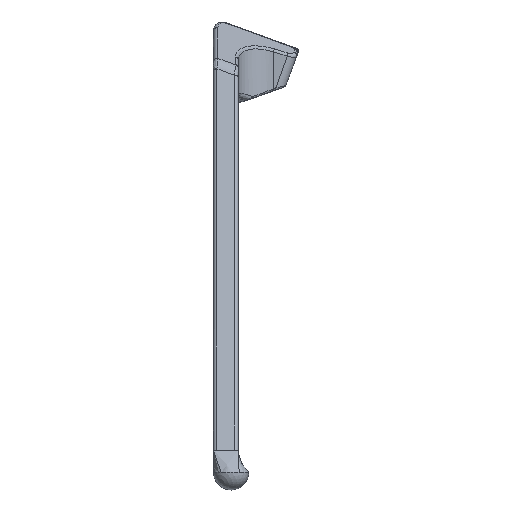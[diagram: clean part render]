
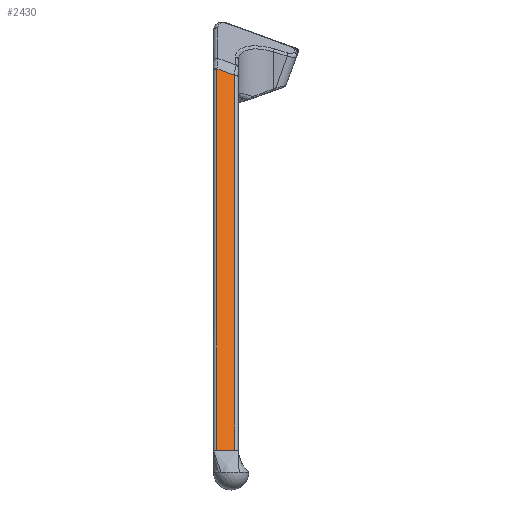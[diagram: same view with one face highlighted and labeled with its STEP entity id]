
A CAD part, front view. The second image highlights one B-rep face of the part: STEP entity #2430.
In plain terms, the highlighted planar face has unit normal (0, -0.94, 0.342).
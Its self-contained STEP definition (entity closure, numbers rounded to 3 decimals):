
#56=PLANE('',#2699);
#122=LINE('',#5619,#254);
#143=LINE('',#5699,#275);
#154=LINE('',#6168,#286);
#166=LINE('',#6336,#298);
#254=VECTOR('',#3021,10.);
#275=VECTOR('',#3060,10.);
#286=VECTOR('',#3131,10.);
#298=VECTOR('',#3187,10.);
#590=FACE_OUTER_BOUND('',#750,.T.);
#750=EDGE_LOOP('',(#2220,#2221,#2222,#2223));
#980=VERTEX_POINT('',#5101);
#990=VERTEX_POINT('',#5251);
#1040=VERTEX_POINT('',#5618);
#1090=VERTEX_POINT('',#6166);
#1319=EDGE_CURVE('',#990,#1040,#122,.T.);
#1347=EDGE_CURVE('',#980,#990,#143,.T.);
#1394=EDGE_CURVE('',#1090,#980,#154,.T.);
#1422=EDGE_CURVE('',#1090,#1040,#166,.T.);
#2220=ORIENTED_EDGE('',*,*,#1394,.F.);
#2221=ORIENTED_EDGE('',*,*,#1422,.T.);
#2222=ORIENTED_EDGE('',*,*,#1319,.F.);
#2223=ORIENTED_EDGE('',*,*,#1347,.F.);
#2430=ADVANCED_FACE('',(#590),#56,.F.);
#2699=AXIS2_PLACEMENT_3D('',#6995,#3342,#3343);
#3021=DIRECTION('',(0.,-0.342,-0.94));
#3060=DIRECTION('',(0.932,-0.124,-0.339));
#3131=DIRECTION('',(0.,0.342,0.94));
#3187=DIRECTION('',(1.,0.,0.));
#3342=DIRECTION('center_axis',(0.,0.94,-0.342));
#3343=DIRECTION('ref_axis',(0.,0.342,0.94));
#5101=CARTESIAN_POINT('',(-1.,-36.626,-8.668));
#5251=CARTESIAN_POINT('',(4.,-37.289,-10.488));
#5618=CARTESIAN_POINT('',(4.,-75.927,-116.647));
#5619=CARTESIAN_POINT('',(4.,-57.843,-66.96));
#5699=CARTESIAN_POINT('',(32.767,-41.1,-20.958));
#6166=CARTESIAN_POINT('',(-1.,-75.927,-116.647));
#6168=CARTESIAN_POINT('',(-1.,-57.843,-66.96));
#6336=CARTESIAN_POINT('',(5.,-75.927,-116.647));
#6995=CARTESIAN_POINT('Origin',(5.,-82.282,-134.105));
